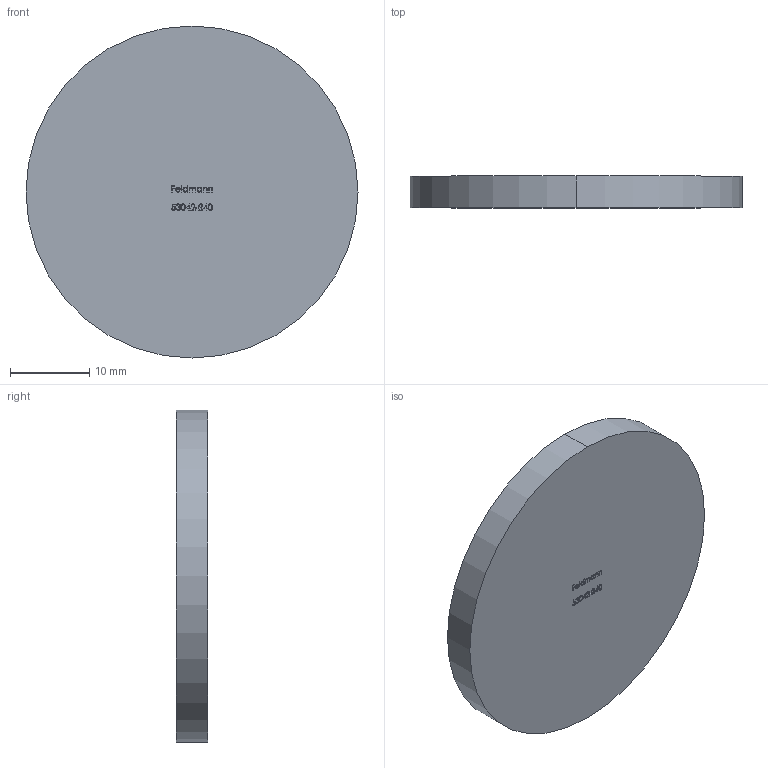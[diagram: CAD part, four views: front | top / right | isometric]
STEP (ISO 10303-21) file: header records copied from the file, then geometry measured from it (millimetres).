
FILE_DESCRIPTION (( 'STEP AP203' ), '1' );
FILE_NAME ('53042-240.step', '2020-10-16T11:31:24', ( '' ), ( '' ), 'SwSTEP 2.0', 'SolidWorks 2018', '' );
FILE_SCHEMA (( 'CONFIG_CONTROL_DESIGN' ));
Length unit declared in the file: millimetre
Products named in the file (2): 53042-240
Bounding box: 42 x 4 x 42 mm (x, y, z)
Volume: 5541.6 mm3; surface area: 3304.5 mm2
Topology: 1 solids, 1 shells, 233 faces, 621 edges, 414 vertices
Faces by surface type: plane 131, bspline 100, cylinder 2
Entity records: 12894 total; most frequent: CARTESIAN_POINT 7610, ORIENTED_EDGE 1242, DIRECTION 695, EDGE_CURVE 621, LINE 417, VECTOR 417, VERTEX_POINT 414, EDGE_LOOP 257
